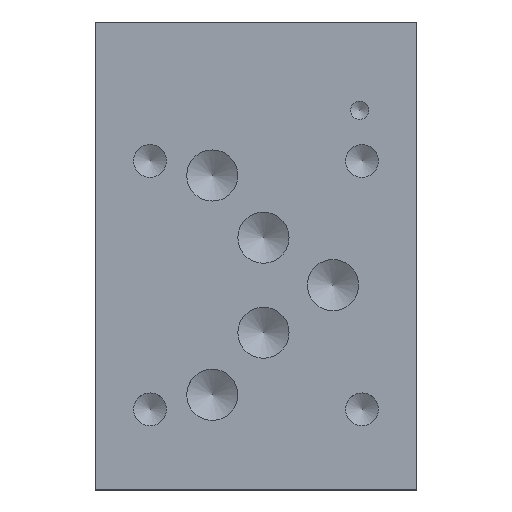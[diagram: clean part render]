
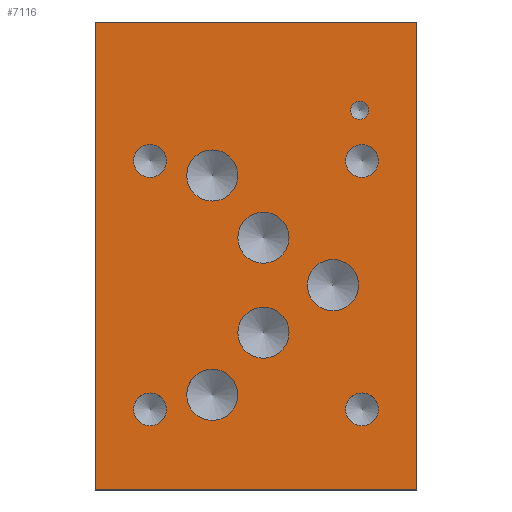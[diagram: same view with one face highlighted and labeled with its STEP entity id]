
A CAD part, top view. The second image highlights one B-rep face of the part: STEP entity #7116.
In plain terms, the highlighted planar face has unit normal (0, 0, 1).
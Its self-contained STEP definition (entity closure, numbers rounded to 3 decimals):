
#111=CIRCLE('',#7474,1.981);
#112=CIRCLE('',#7475,1.981);
#115=CIRCLE('',#7480,5.556);
#116=CIRCLE('',#7481,5.556);
#119=CIRCLE('',#7486,5.556);
#120=CIRCLE('',#7487,5.556);
#123=CIRCLE('',#7492,5.556);
#124=CIRCLE('',#7493,5.556);
#127=CIRCLE('',#7498,5.556);
#128=CIRCLE('',#7499,5.556);
#131=CIRCLE('',#7504,5.563);
#132=CIRCLE('',#7505,5.563);
#135=CIRCLE('',#7510,3.569);
#136=CIRCLE('',#7511,3.569);
#139=CIRCLE('',#7516,3.569);
#140=CIRCLE('',#7517,3.569);
#143=CIRCLE('',#7522,3.569);
#144=CIRCLE('',#7523,3.569);
#147=CIRCLE('',#7528,3.569);
#148=CIRCLE('',#7529,3.569);
#212=FACE_BOUND('',#1174,.T.);
#213=FACE_BOUND('',#1175,.T.);
#214=FACE_BOUND('',#1176,.T.);
#215=FACE_BOUND('',#1177,.T.);
#216=FACE_BOUND('',#1178,.T.);
#217=FACE_BOUND('',#1179,.T.);
#218=FACE_BOUND('',#1180,.T.);
#219=FACE_BOUND('',#1181,.T.);
#220=FACE_BOUND('',#1182,.T.);
#221=FACE_BOUND('',#1183,.T.);
#782=FACE_OUTER_BOUND('',#1173,.T.);
#1173=EDGE_LOOP('',(#6188,#6189,#6190,#6191));
#1174=EDGE_LOOP('',(#6192,#6193));
#1175=EDGE_LOOP('',(#6194,#6195));
#1176=EDGE_LOOP('',(#6196,#6197));
#1177=EDGE_LOOP('',(#6198,#6199));
#1178=EDGE_LOOP('',(#6200,#6201));
#1179=EDGE_LOOP('',(#6202,#6203));
#1180=EDGE_LOOP('',(#6204,#6205));
#1181=EDGE_LOOP('',(#6206,#6207));
#1182=EDGE_LOOP('',(#6208,#6209));
#1183=EDGE_LOOP('',(#6210,#6211));
#1467=LINE('',#10601,#2196);
#1918=LINE('',#11908,#2647);
#1921=LINE('',#11912,#2650);
#1923=LINE('',#11916,#2652);
#2196=VECTOR('',#7972,10.);
#2647=VECTOR('',#9059,10.);
#2650=VECTOR('',#9064,10.);
#2652=VECTOR('',#9070,10.);
#2911=VERTEX_POINT('',#10598);
#2912=VERTEX_POINT('',#10600);
#3272=VERTEX_POINT('',#11779);
#3273=VERTEX_POINT('',#11780);
#3277=VERTEX_POINT('',#11792);
#3278=VERTEX_POINT('',#11793);
#3282=VERTEX_POINT('',#11805);
#3283=VERTEX_POINT('',#11806);
#3287=VERTEX_POINT('',#11818);
#3288=VERTEX_POINT('',#11819);
#3292=VERTEX_POINT('',#11831);
#3293=VERTEX_POINT('',#11832);
#3297=VERTEX_POINT('',#11844);
#3298=VERTEX_POINT('',#11845);
#3302=VERTEX_POINT('',#11857);
#3303=VERTEX_POINT('',#11858);
#3307=VERTEX_POINT('',#11870);
#3308=VERTEX_POINT('',#11871);
#3312=VERTEX_POINT('',#11883);
#3313=VERTEX_POINT('',#11884);
#3317=VERTEX_POINT('',#11896);
#3318=VERTEX_POINT('',#11897);
#3321=VERTEX_POINT('',#11905);
#3322=VERTEX_POINT('',#11907);
#3709=EDGE_CURVE('',#2912,#2911,#1467,.T.);
#4229=EDGE_CURVE('',#3272,#3273,#111,.T.);
#4230=EDGE_CURVE('',#3273,#3272,#112,.T.);
#4235=EDGE_CURVE('',#3277,#3278,#115,.T.);
#4236=EDGE_CURVE('',#3278,#3277,#116,.T.);
#4241=EDGE_CURVE('',#3282,#3283,#119,.T.);
#4242=EDGE_CURVE('',#3283,#3282,#120,.T.);
#4247=EDGE_CURVE('',#3287,#3288,#123,.T.);
#4248=EDGE_CURVE('',#3288,#3287,#124,.T.);
#4253=EDGE_CURVE('',#3292,#3293,#127,.T.);
#4254=EDGE_CURVE('',#3293,#3292,#128,.T.);
#4259=EDGE_CURVE('',#3297,#3298,#131,.T.);
#4260=EDGE_CURVE('',#3298,#3297,#132,.T.);
#4265=EDGE_CURVE('',#3302,#3303,#135,.T.);
#4266=EDGE_CURVE('',#3303,#3302,#136,.T.);
#4271=EDGE_CURVE('',#3307,#3308,#139,.T.);
#4272=EDGE_CURVE('',#3308,#3307,#140,.T.);
#4277=EDGE_CURVE('',#3312,#3313,#143,.T.);
#4278=EDGE_CURVE('',#3313,#3312,#144,.T.);
#4283=EDGE_CURVE('',#3317,#3318,#147,.T.);
#4284=EDGE_CURVE('',#3318,#3317,#148,.T.);
#4288=EDGE_CURVE('',#3322,#3321,#1918,.T.);
#4291=EDGE_CURVE('',#2911,#3322,#1921,.T.);
#4293=EDGE_CURVE('',#3321,#2912,#1923,.T.);
#6188=ORIENTED_EDGE('',*,*,#4293,.T.);
#6189=ORIENTED_EDGE('',*,*,#3709,.T.);
#6190=ORIENTED_EDGE('',*,*,#4291,.T.);
#6191=ORIENTED_EDGE('',*,*,#4288,.T.);
#6192=ORIENTED_EDGE('',*,*,#4229,.T.);
#6193=ORIENTED_EDGE('',*,*,#4230,.T.);
#6194=ORIENTED_EDGE('',*,*,#4235,.T.);
#6195=ORIENTED_EDGE('',*,*,#4236,.T.);
#6196=ORIENTED_EDGE('',*,*,#4241,.T.);
#6197=ORIENTED_EDGE('',*,*,#4242,.T.);
#6198=ORIENTED_EDGE('',*,*,#4247,.T.);
#6199=ORIENTED_EDGE('',*,*,#4248,.T.);
#6200=ORIENTED_EDGE('',*,*,#4253,.T.);
#6201=ORIENTED_EDGE('',*,*,#4254,.T.);
#6202=ORIENTED_EDGE('',*,*,#4259,.T.);
#6203=ORIENTED_EDGE('',*,*,#4260,.T.);
#6204=ORIENTED_EDGE('',*,*,#4265,.T.);
#6205=ORIENTED_EDGE('',*,*,#4266,.T.);
#6206=ORIENTED_EDGE('',*,*,#4271,.T.);
#6207=ORIENTED_EDGE('',*,*,#4272,.T.);
#6208=ORIENTED_EDGE('',*,*,#4277,.T.);
#6209=ORIENTED_EDGE('',*,*,#4278,.T.);
#6210=ORIENTED_EDGE('',*,*,#4283,.T.);
#6211=ORIENTED_EDGE('',*,*,#4284,.T.);
#6474=PLANE('',#7534);
#7116=ADVANCED_FACE('',(#782,#212,#213,#214,#215,#216,#217,#218,#219,#220,
#221),#6474,.T.);
#7474=AXIS2_PLACEMENT_3D('',#11781,#8924,#8925);
#7475=AXIS2_PLACEMENT_3D('',#11782,#8926,#8927);
#7480=AXIS2_PLACEMENT_3D('',#11794,#8938,#8939);
#7481=AXIS2_PLACEMENT_3D('',#11795,#8940,#8941);
#7486=AXIS2_PLACEMENT_3D('',#11807,#8952,#8953);
#7487=AXIS2_PLACEMENT_3D('',#11808,#8954,#8955);
#7492=AXIS2_PLACEMENT_3D('',#11820,#8966,#8967);
#7493=AXIS2_PLACEMENT_3D('',#11821,#8968,#8969);
#7498=AXIS2_PLACEMENT_3D('',#11833,#8980,#8981);
#7499=AXIS2_PLACEMENT_3D('',#11834,#8982,#8983);
#7504=AXIS2_PLACEMENT_3D('',#11846,#8994,#8995);
#7505=AXIS2_PLACEMENT_3D('',#11847,#8996,#8997);
#7510=AXIS2_PLACEMENT_3D('',#11859,#9008,#9009);
#7511=AXIS2_PLACEMENT_3D('',#11860,#9010,#9011);
#7516=AXIS2_PLACEMENT_3D('',#11872,#9022,#9023);
#7517=AXIS2_PLACEMENT_3D('',#11873,#9024,#9025);
#7522=AXIS2_PLACEMENT_3D('',#11885,#9036,#9037);
#7523=AXIS2_PLACEMENT_3D('',#11886,#9038,#9039);
#7528=AXIS2_PLACEMENT_3D('',#11898,#9050,#9051);
#7529=AXIS2_PLACEMENT_3D('',#11899,#9052,#9053);
#7534=AXIS2_PLACEMENT_3D('',#11917,#9071,#9072);
#7972=DIRECTION('',(0.,1.,0.));
#8924=DIRECTION('center_axis',(0.,0.,-1.));
#8925=DIRECTION('ref_axis',(1.,0.,0.));
#8926=DIRECTION('center_axis',(0.,0.,-1.));
#8927=DIRECTION('ref_axis',(1.,0.,0.));
#8938=DIRECTION('center_axis',(0.,0.,-1.));
#8939=DIRECTION('ref_axis',(1.,0.,0.));
#8940=DIRECTION('center_axis',(0.,0.,-1.));
#8941=DIRECTION('ref_axis',(1.,0.,0.));
#8952=DIRECTION('center_axis',(0.,0.,-1.));
#8953=DIRECTION('ref_axis',(1.,0.,0.));
#8954=DIRECTION('center_axis',(0.,0.,-1.));
#8955=DIRECTION('ref_axis',(1.,0.,0.));
#8966=DIRECTION('center_axis',(0.,0.,-1.));
#8967=DIRECTION('ref_axis',(1.,0.,0.));
#8968=DIRECTION('center_axis',(0.,0.,-1.));
#8969=DIRECTION('ref_axis',(1.,0.,0.));
#8980=DIRECTION('center_axis',(0.,0.,-1.));
#8981=DIRECTION('ref_axis',(1.,0.,0.));
#8982=DIRECTION('center_axis',(0.,0.,-1.));
#8983=DIRECTION('ref_axis',(1.,0.,0.));
#8994=DIRECTION('center_axis',(0.,0.,-1.));
#8995=DIRECTION('ref_axis',(1.,0.,0.));
#8996=DIRECTION('center_axis',(0.,0.,-1.));
#8997=DIRECTION('ref_axis',(1.,0.,0.));
#9008=DIRECTION('center_axis',(0.,0.,-1.));
#9009=DIRECTION('ref_axis',(1.,0.,0.));
#9010=DIRECTION('center_axis',(0.,0.,-1.));
#9011=DIRECTION('ref_axis',(1.,0.,0.));
#9022=DIRECTION('center_axis',(0.,0.,-1.));
#9023=DIRECTION('ref_axis',(1.,0.,0.));
#9024=DIRECTION('center_axis',(0.,0.,-1.));
#9025=DIRECTION('ref_axis',(1.,0.,0.));
#9036=DIRECTION('center_axis',(0.,0.,-1.));
#9037=DIRECTION('ref_axis',(1.,0.,0.));
#9038=DIRECTION('center_axis',(0.,0.,-1.));
#9039=DIRECTION('ref_axis',(1.,0.,0.));
#9050=DIRECTION('center_axis',(0.,0.,-1.));
#9051=DIRECTION('ref_axis',(1.,0.,0.));
#9052=DIRECTION('center_axis',(0.,0.,-1.));
#9053=DIRECTION('ref_axis',(1.,0.,0.));
#9059=DIRECTION('',(0.,-1.,0.));
#9064=DIRECTION('',(-1.,0.,0.));
#9070=DIRECTION('',(1.,0.,0.));
#9071=DIRECTION('center_axis',(0.,0.,1.));
#9072=DIRECTION('ref_axis',(1.,0.,0.));
#10598=CARTESIAN_POINT('',(69.85,101.6,25.4));
#10600=CARTESIAN_POINT('',(69.85,0.,25.4));
#10601=CARTESIAN_POINT('',(69.85,0.,25.4));
#11779=CARTESIAN_POINT('',(59.461,82.448,25.4));
#11780=CARTESIAN_POINT('',(55.499,82.448,25.4));
#11781=CARTESIAN_POINT('Origin',(57.48,82.448,25.4));
#11782=CARTESIAN_POINT('Origin',(57.48,82.448,25.4));
#11792=CARTESIAN_POINT('',(42.099,34.133,25.4));
#11793=CARTESIAN_POINT('',(30.987,34.133,25.4));
#11794=CARTESIAN_POINT('Origin',(36.543,34.133,25.4));
#11795=CARTESIAN_POINT('Origin',(36.543,34.133,25.4));
#11805=CARTESIAN_POINT('',(30.989,68.263,25.4));
#11806=CARTESIAN_POINT('',(19.877,68.263,25.4));
#11807=CARTESIAN_POINT('Origin',(25.433,68.263,25.4));
#11808=CARTESIAN_POINT('Origin',(25.433,68.263,25.4));
#11818=CARTESIAN_POINT('',(42.094,54.767,25.4));
#11819=CARTESIAN_POINT('',(30.982,54.767,25.4));
#11820=CARTESIAN_POINT('Origin',(36.538,54.767,25.4));
#11821=CARTESIAN_POINT('Origin',(36.538,54.767,25.4));
#11831=CARTESIAN_POINT('',(30.989,20.638,25.4));
#11832=CARTESIAN_POINT('',(19.877,20.638,25.4));
#11833=CARTESIAN_POINT('Origin',(25.433,20.638,25.4));
#11834=CARTESIAN_POINT('Origin',(25.433,20.638,25.4));
#11844=CARTESIAN_POINT('',(57.201,44.45,25.4));
#11845=CARTESIAN_POINT('',(46.076,44.45,25.4));
#11846=CARTESIAN_POINT('Origin',(51.638,44.45,25.4));
#11847=CARTESIAN_POINT('Origin',(51.638,44.45,25.4));
#11857=CARTESIAN_POINT('',(61.532,17.463,25.4));
#11858=CARTESIAN_POINT('',(54.394,17.463,25.4));
#11859=CARTESIAN_POINT('Origin',(57.963,17.463,25.4));
#11860=CARTESIAN_POINT('Origin',(57.963,17.463,25.4));
#11870=CARTESIAN_POINT('',(15.481,71.45,25.4));
#11871=CARTESIAN_POINT('',(8.344,71.45,25.4));
#11872=CARTESIAN_POINT('Origin',(11.913,71.45,25.4));
#11873=CARTESIAN_POINT('Origin',(11.913,71.45,25.4));
#11883=CARTESIAN_POINT('',(61.532,71.438,25.4));
#11884=CARTESIAN_POINT('',(54.394,71.438,25.4));
#11885=CARTESIAN_POINT('Origin',(57.963,71.438,25.4));
#11886=CARTESIAN_POINT('Origin',(57.963,71.438,25.4));
#11896=CARTESIAN_POINT('',(15.494,17.463,25.4));
#11897=CARTESIAN_POINT('',(8.357,17.463,25.4));
#11898=CARTESIAN_POINT('Origin',(11.925,17.463,25.4));
#11899=CARTESIAN_POINT('Origin',(11.925,17.463,25.4));
#11905=CARTESIAN_POINT('',(0.,0.,25.4));
#11907=CARTESIAN_POINT('',(0.,101.6,25.4));
#11908=CARTESIAN_POINT('',(0.,101.6,25.4));
#11912=CARTESIAN_POINT('',(69.85,101.6,25.4));
#11916=CARTESIAN_POINT('',(0.,0.,25.4));
#11917=CARTESIAN_POINT('Origin',(34.925,50.8,25.4));
